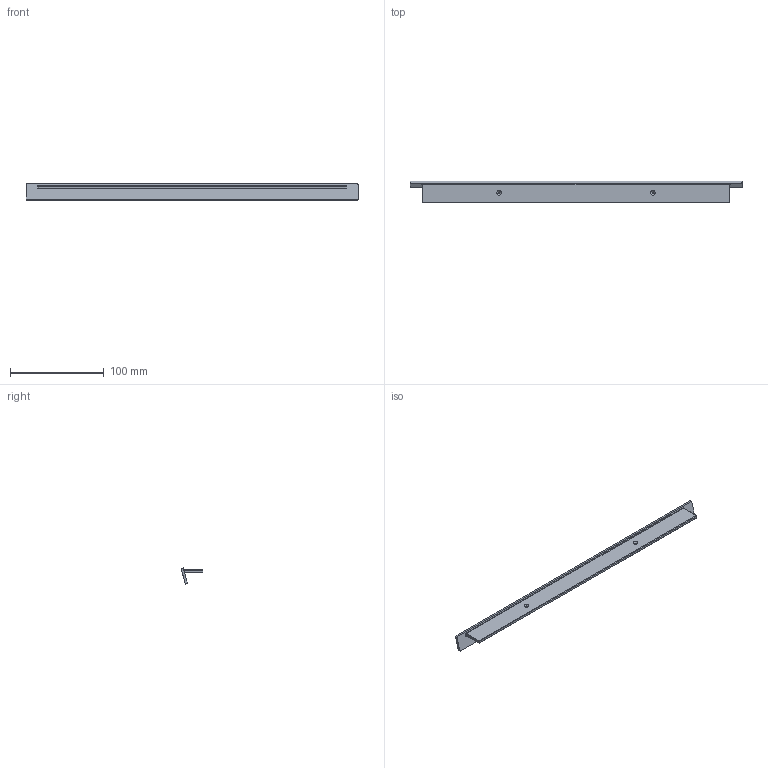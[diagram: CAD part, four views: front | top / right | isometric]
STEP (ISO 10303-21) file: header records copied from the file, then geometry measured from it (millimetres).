
FILE_DESCRIPTION(/* description */ (''),/* implementation_level */ '2;1');
FILE_NAME(/* name */ 'OpenTKLv2_Weight.step',/* time_stamp */ '2021-05-22T11:03:15+03:00',/* author */ (''),/* organization */ (''),/* preprocessor_version */ 'ST-DEVELOPER v18.1',/* originating_system */ 'Autodesk Translation Framework v10.6.0.1341',/* authorisation */ '');
FILE_SCHEMA (('AUTOMOTIVE_DESIGN { 1 0 10303 214 3 1 1 }'));
Length unit declared in the file: millimetre
Products named in the file (1): FusionComponent
Bounding box: 353.66 x 22.96 x 17.18 mm (x, y, z)
Volume: 33427.7 mm3; surface area: 26664.9 mm2
Topology: 1 solids, 1 shells, 185 faces, 498 edges, 326 vertices
Faces by surface type: bspline 75, plane 63, cylinder 45, cone 2
Full cylindrical faces by diameter (mm): 2.529 x2
Entity records: 6121 total; most frequent: CARTESIAN_POINT 1851, ORIENTED_EDGE 996, DIRECTION 680, EDGE_CURVE 498, VERTEX_POINT 326, LINE 258, VECTOR 258, AXIS2_PLACEMENT_3D 211
